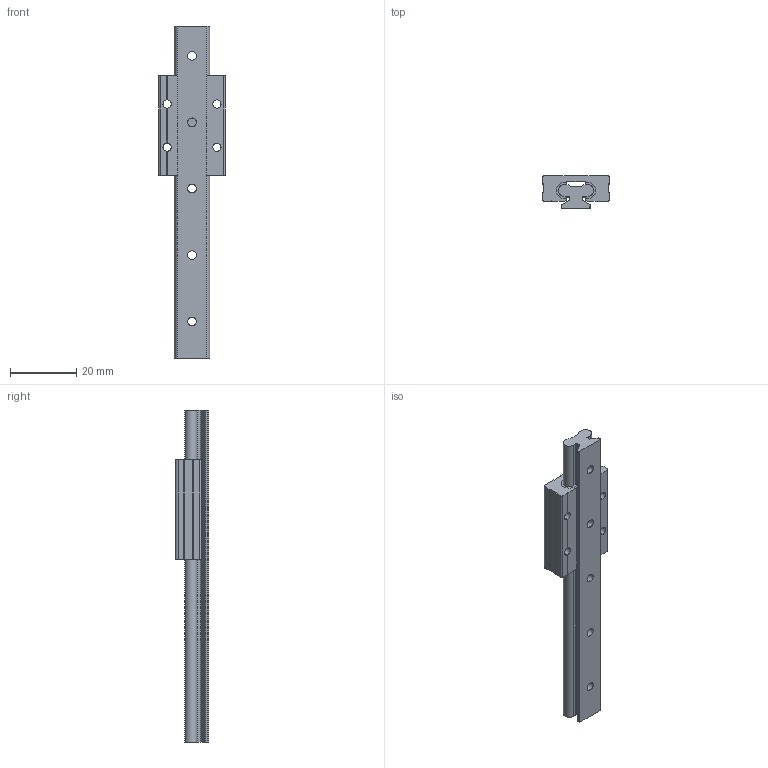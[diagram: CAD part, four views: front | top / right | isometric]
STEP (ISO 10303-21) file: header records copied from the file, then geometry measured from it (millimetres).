
FILE_DESCRIPTION (( 'STEP AP203' ), '1' );
FILE_NAME ('GST_AA5978CC23.step', '2023-11-01T21:41:55', ( '' ), ( '' ), 'SwSTEP 2.0', 'SolidWorks 2022', '' );
FILE_SCHEMA (( 'CONFIG_CONTROL_DESIGN' ));
Length unit declared in the file: inch
Products named in the file (3): GST_AA5978CC23; zGoAsQt9eH_CADModel_1; zGoAsQt9eH_CADModel_0
Assembly tree (2 placements, depth 2):
  GST_AA5978CC23
    zGoAsQt9eH_CADModel_1
    zGoAsQt9eH_CADModel_0
Bounding box: 20 x 10 x 100 mm (x, y, z)
Volume: 8268.5 mm3; surface area: 8249.8 mm2
Topology: 4 solids, 4 shells, 166 faces, 480 edges, 320 vertices
Faces by surface type: plane 103, cylinder 63
Entity records: 5823 total; most frequent: CARTESIAN_POINT 1097, ORIENTED_EDGE 960, DIRECTION 916, EDGE_CURVE 480, VERTEX_POINT 320, AXIS2_PLACEMENT_3D 307, VECTOR 302, LINE 302
